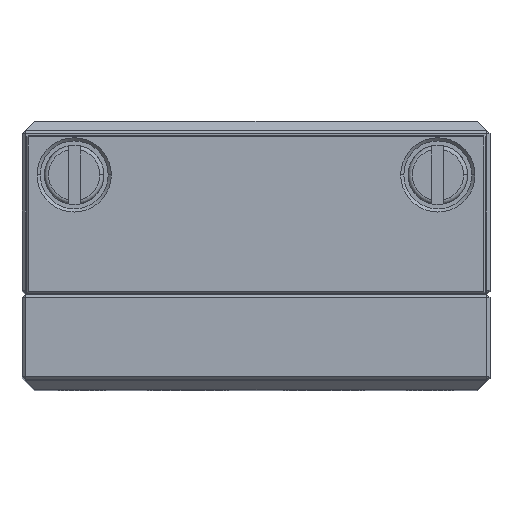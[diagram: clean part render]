
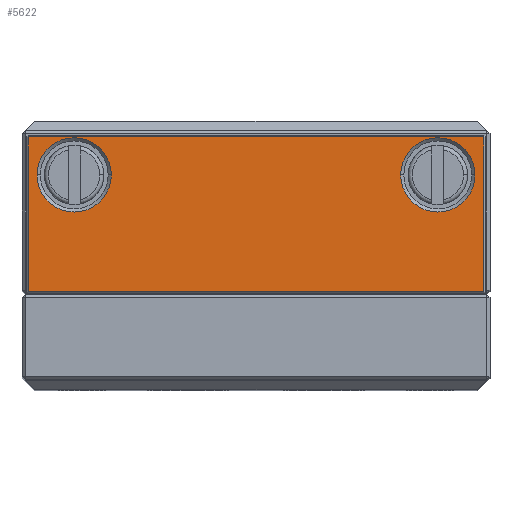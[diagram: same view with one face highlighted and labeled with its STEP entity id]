
A CAD part, top view. The second image highlights one B-rep face of the part: STEP entity #5622.
In plain terms, the highlighted planar face has unit normal (0, 0, 1).
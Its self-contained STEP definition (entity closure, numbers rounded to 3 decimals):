
#4197=FACE_BOUND('',#7750,.T.);
#4198=FACE_BOUND('',#7751,.T.);
#4199=FACE_BOUND('',#7752,.T.);
#4371=PLANE('',#23081);
#5622=ADVANCED_FACE('',(#4197,#4198,#4199),#4371,.T.);
#7750=EDGE_LOOP('',(#12959,#12960,#12961,#12962));
#7751=EDGE_LOOP('',(#12963,#12964));
#7752=EDGE_LOOP('',(#12965,#12966));
#8929=LINE('',#28914,#10888);
#8930=LINE('',#28917,#10889);
#8931=LINE('',#28919,#10890);
#8932=LINE('',#28921,#10891);
#10888=VECTOR('',#24400,1.);
#10889=VECTOR('',#24401,1.);
#10890=VECTOR('',#24402,1.);
#10891=VECTOR('',#24403,1.);
#12959=ORIENTED_EDGE('',*,*,#20043,.T.);
#12960=ORIENTED_EDGE('',*,*,#20044,.T.);
#12961=ORIENTED_EDGE('',*,*,#20045,.T.);
#12962=ORIENTED_EDGE('',*,*,#20046,.T.);
#12963=ORIENTED_EDGE('',*,*,#19973,.T.);
#12964=ORIENTED_EDGE('',*,*,#20042,.T.);
#12965=ORIENTED_EDGE('',*,*,#19977,.T.);
#12966=ORIENTED_EDGE('',*,*,#20041,.T.);
#18223=VERTEX_POINT('',#28650);
#18224=VERTEX_POINT('',#28652);
#18227=VERTEX_POINT('',#28659);
#18228=VERTEX_POINT('',#28661);
#18267=VERTEX_POINT('',#28915);
#18268=VERTEX_POINT('',#28916);
#18269=VERTEX_POINT('',#28918);
#18270=VERTEX_POINT('',#28920);
#19973=EDGE_CURVE('',#18224,#18223,#22673,.T.);
#19977=EDGE_CURVE('',#18228,#18227,#22675,.T.);
#20041=EDGE_CURVE('',#18227,#18228,#22706,.T.);
#20042=EDGE_CURVE('',#18223,#18224,#22707,.T.);
#20043=EDGE_CURVE('',#18267,#18268,#8929,.T.);
#20044=EDGE_CURVE('',#18268,#18269,#8930,.T.);
#20045=EDGE_CURVE('',#18269,#18270,#8931,.T.);
#20046=EDGE_CURVE('',#18270,#18267,#8932,.T.);
#22673=CIRCLE('',#23016,2.35);
#22675=CIRCLE('',#23019,2.35);
#22706=CIRCLE('',#23077,2.35);
#22707=CIRCLE('',#23079,2.35);
#23016=AXIS2_PLACEMENT_3D('',#28651,#24243,#24244);
#23019=AXIS2_PLACEMENT_3D('',#28660,#24251,#24252);
#23077=AXIS2_PLACEMENT_3D('',#28910,#24392,#24393);
#23079=AXIS2_PLACEMENT_3D('',#28912,#24396,#24397);
#23081=AXIS2_PLACEMENT_3D('',#28922,#24404,#24405);
#24243=DIRECTION('',(0.,0.,-1.));
#24244=DIRECTION('',(1.,0.,0.));
#24251=DIRECTION('',(0.,0.,-1.));
#24252=DIRECTION('',(1.,0.,0.));
#24392=DIRECTION('',(0.,0.,-1.));
#24393=DIRECTION('',(1.,0.,0.));
#24396=DIRECTION('',(0.,0.,-1.));
#24397=DIRECTION('',(1.,0.,0.));
#24400=DIRECTION('',(0.,-1.,0.));
#24401=DIRECTION('',(1.,0.,0.));
#24402=DIRECTION('',(0.,1.,0.));
#24403=DIRECTION('',(-1.,0.,0.));
#24404=DIRECTION('',(0.,0.,1.));
#24405=DIRECTION('',(1.,0.,0.));
#28650=CARTESIAN_POINT('',(9.15,13.58,28.5));
#28651=CARTESIAN_POINT('',(11.5,13.58,28.5));
#28652=CARTESIAN_POINT('',(13.85,13.58,28.5));
#28659=CARTESIAN_POINT('',(-13.85,13.58,28.5));
#28660=CARTESIAN_POINT('',(-11.5,13.58,28.5));
#28661=CARTESIAN_POINT('',(-9.15,13.58,28.5));
#28910=CARTESIAN_POINT('',(-11.5,13.58,28.5));
#28912=CARTESIAN_POINT('',(11.5,13.58,28.5));
#28914=CARTESIAN_POINT('',(-14.4,6.08,28.5));
#28915=CARTESIAN_POINT('',(-14.4,15.98,28.5));
#28916=CARTESIAN_POINT('',(-14.4,6.18,28.5));
#28917=CARTESIAN_POINT('',(14.5,6.18,28.5));
#28918=CARTESIAN_POINT('',(14.4,6.18,28.5));
#28919=CARTESIAN_POINT('',(14.4,16.08,28.5));
#28920=CARTESIAN_POINT('',(14.4,15.98,28.5));
#28921=CARTESIAN_POINT('',(-14.5,15.98,28.5));
#28922=CARTESIAN_POINT('',(-14.5,6.08,28.5));
